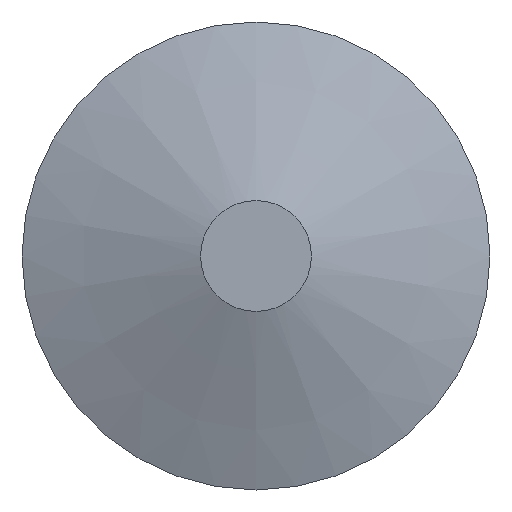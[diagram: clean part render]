
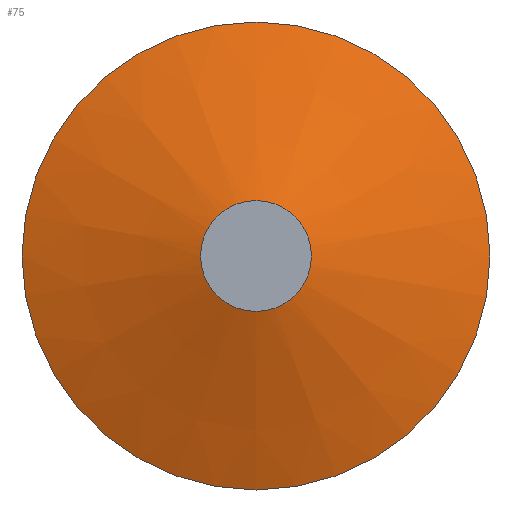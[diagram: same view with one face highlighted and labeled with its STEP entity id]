
A CAD part, front view. The second image highlights one B-rep face of the part: STEP entity #75.
In plain terms, the highlighted conical face has half-angle 70 degrees and reference radius 0.95 mm.
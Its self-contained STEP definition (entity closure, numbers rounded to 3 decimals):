
#56 = VERTEX_POINT('',#57);
#57 = CARTESIAN_POINT('',(0.,-1.436,-0.95));
#63 = EDGE_CURVE('',#56,#56,#64,.T.);
#64 = CIRCLE('',#65,0.95);
#65 = AXIS2_PLACEMENT_3D('',#66,#67,#68);
#66 = CARTESIAN_POINT('',(0.,-1.436,
    0.));
#67 = DIRECTION('',(0.,1.,0.));
#68 = DIRECTION('',(0.,0.,-1.));
#75 = ADVANCED_FACE('',(#76),#95,.T.);
#76 = FACE_BOUND('',#77,.F.);
#77 = EDGE_LOOP('',(#78,#79,#87,#94));
#78 = ORIENTED_EDGE('',*,*,#63,.T.);
#79 = ORIENTED_EDGE('',*,*,#80,.T.);
#80 = EDGE_CURVE('',#56,#81,#83,.T.);
#81 = VERTEX_POINT('',#82);
#82 = CARTESIAN_POINT('',(0.,-1.7,-0.225));
#83 = LINE('',#84,#85);
#84 = CARTESIAN_POINT('',(0.,-1.436,-0.95));
#85 = VECTOR('',#86,1.);
#86 = DIRECTION('',(0.,-0.342,0.94));
#87 = ORIENTED_EDGE('',*,*,#88,.F.);
#88 = EDGE_CURVE('',#81,#81,#89,.T.);
#89 = CIRCLE('',#90,0.225);
#90 = AXIS2_PLACEMENT_3D('',#91,#92,#93);
#91 = CARTESIAN_POINT('',(0.,-1.7,0.));
#92 = DIRECTION('',(0.,1.,0.));
#93 = DIRECTION('',(0.,0.,-1.));
#94 = ORIENTED_EDGE('',*,*,#80,.F.);
#95 = CONICAL_SURFACE('',#96,0.95,1.222);
#96 = AXIS2_PLACEMENT_3D('',#97,#98,#99);
#97 = CARTESIAN_POINT('',(0.,-1.436,
    0.));
#98 = DIRECTION('',(0.,1.,0.));
#99 = DIRECTION('',(0.,0.,-1.));
